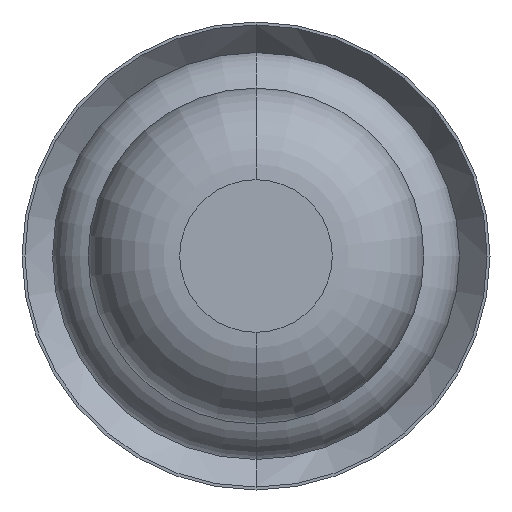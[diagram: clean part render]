
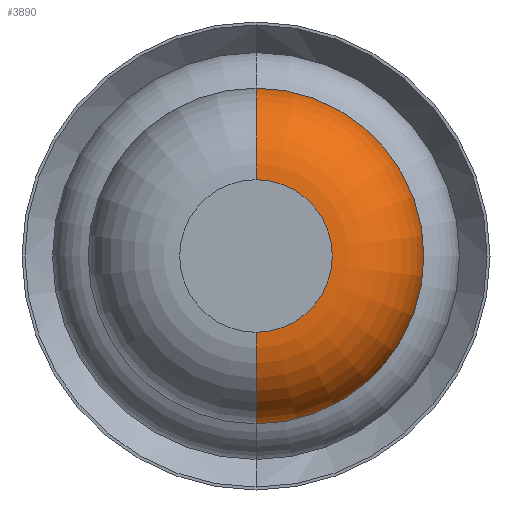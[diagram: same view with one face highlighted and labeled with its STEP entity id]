
A CAD part, front view. The second image highlights one B-rep face of the part: STEP entity #3890.
In plain terms, the highlighted toroidal (fillet/blend) face has major radius 0.375 mm and minor radius 0.45 mm.
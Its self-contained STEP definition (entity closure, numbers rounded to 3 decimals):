
#336 = DIRECTION ( 'NONE',  ( 0., 0., 1. ) ) ;
#478 = EDGE_CURVE ( 'Defeature ausgef�hrt2_10+Defeature ausgef�hrt2_9+Defeature ausgef�hrt2_9+Defeature ausgef�hrt2_9', #4062, #1729, #2816, .T. ) ;
#691 = CARTESIAN_POINT ( 'NONE',  ( 0., -26.95, 0. ) ) ;
#804 = EDGE_CURVE ( 'Defeature ausgef�hrt2_9+Defeature ausgef�hrt2_8+Defeature ausgef�hrt2_8+Defeature ausgef�hrt2_8', #2942, #1461, #3328, .T. ) ;
#805 = TOROIDAL_SURFACE ( 'NONE', #3163, 0.375, 0.45 ) ;
#886 = CARTESIAN_POINT ( 'NONE',  ( 0., -26.95, 0.825 ) ) ;
#1112 = DIRECTION ( 'NONE',  ( 0., 0., 1. ) ) ;
#1167 = AXIS2_PLACEMENT_3D ( 'NONE', #3081, #2888, #2814 ) ;
#1461 = VERTEX_POINT ( 'NONE', #1944 ) ;
#1496 = ORIENTED_EDGE ( 'NONE', *, *, #804, .T. ) ;
#1501 = CARTESIAN_POINT ( 'NONE',  ( 0., -27.4, 0. ) ) ;
#1637 = ORIENTED_EDGE ( 'NONE', *, *, #3751, .F. ) ;
#1729 = VERTEX_POINT ( 'NONE', #3696 ) ;
#1907 = CARTESIAN_POINT ( 'NONE',  ( 0., -26.95, 0. ) ) ;
#1944 = CARTESIAN_POINT ( 'NONE',  ( 0., -27.4, -0.375 ) ) ;
#2106 = EDGE_LOOP ( 'NONE', ( #1496, #4038, #3818, #1637 ) ) ;
#2107 = CIRCLE ( 'NONE', #4804, 0.45 ) ;
#2684 = DIRECTION ( 'NONE',  ( 1., 0., 0. ) ) ;
#2697 = FACE_OUTER_BOUND ( 'NONE', #2106, .T. ) ;
#2814 = DIRECTION ( 'NONE',  ( 0., 0., 1. ) ) ;
#2816 = CIRCLE ( 'NONE', #3635, 0.825 ) ;
#2888 = DIRECTION ( 'NONE',  ( -1., 0., 0. ) ) ;
#2942 = VERTEX_POINT ( 'NONE', #4687 ) ;
#3081 = CARTESIAN_POINT ( 'NONE',  ( 0., -26.95, 0.375 ) ) ;
#3146 = CIRCLE ( 'NONE', #1167, 0.45 ) ;
#3163 = AXIS2_PLACEMENT_3D ( 'NONE', #691, #3359, #1112 ) ;
#3328 = CIRCLE ( 'NONE', #3473, 0.375 ) ;
#3359 = DIRECTION ( 'NONE',  ( 0., 1., 0. ) ) ;
#3473 = AXIS2_PLACEMENT_3D ( 'NONE', #1501, #3680, #336 ) ;
#3635 = AXIS2_PLACEMENT_3D ( 'NONE', #1907, #4115, #4511 ) ;
#3680 = DIRECTION ( 'NONE',  ( 0., 1., 0. ) ) ;
#3696 = CARTESIAN_POINT ( 'NONE',  ( 0., -26.95, -0.825 ) ) ;
#3751 = EDGE_CURVE ( 'NONE', #2942, #4062, #3146, .T. ) ;
#3818 = ORIENTED_EDGE ( 'NONE', *, *, #478, .F. ) ;
#3890 = ADVANCED_FACE ( 'Defeature ausgef�hrt2_9', ( #2697 ), #805, .T. ) ;
#4038 = ORIENTED_EDGE ( 'NONE', *, *, #4365, .T. ) ;
#4062 = VERTEX_POINT ( 'NONE', #886 ) ;
#4115 = DIRECTION ( 'NONE',  ( 0., 1., 0. ) ) ;
#4365 = EDGE_CURVE ( 'NONE', #1461, #1729, #2107, .T. ) ;
#4511 = DIRECTION ( 'NONE',  ( 0., 0., 1. ) ) ;
#4539 = CARTESIAN_POINT ( 'NONE',  ( 0., -26.95, -0.375 ) ) ;
#4571 = DIRECTION ( 'NONE',  ( 0., 0., -1. ) ) ;
#4687 = CARTESIAN_POINT ( 'NONE',  ( 0., -27.4, 0.375 ) ) ;
#4804 = AXIS2_PLACEMENT_3D ( 'NONE', #4539, #2684, #4571 ) ;
